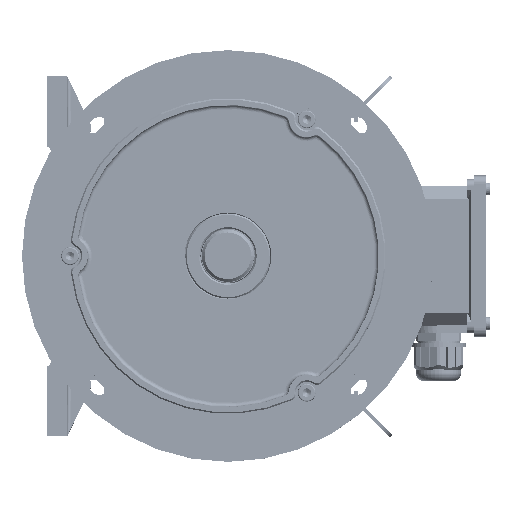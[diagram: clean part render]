
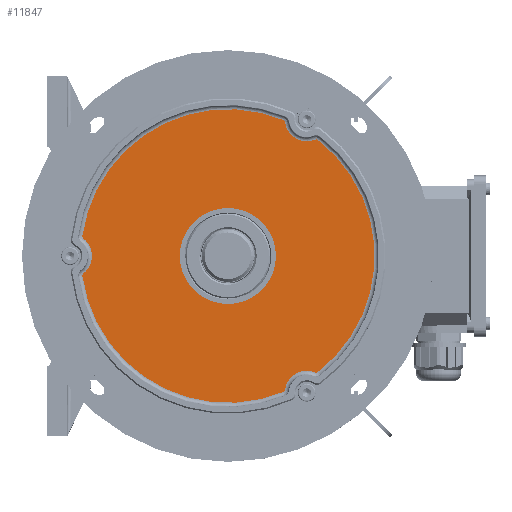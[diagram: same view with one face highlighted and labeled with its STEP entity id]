
A CAD part, top view. The second image highlights one B-rep face of the part: STEP entity #11847.
In plain terms, the highlighted planar face has unit normal (0, 0, 1).
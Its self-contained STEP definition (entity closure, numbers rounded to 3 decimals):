
#2300=FACE_BOUND('',#24742,.T.);
#2301=FACE_BOUND('',#24743,.T.);
#4673=PLANE('',#109781);
#11847=ADVANCED_FACE('',(#2300,#2301),#4673,.F.);
#24742=EDGE_LOOP('',(#65334));
#24743=EDGE_LOOP('',(#65335,#65336,#65337,#65338,#65339,#65340,#65341,#65342,
#65343,#65344,#65345,#65346));
#65334=ORIENTED_EDGE('',*,*,#94394,.F.);
#65335=ORIENTED_EDGE('',*,*,#94395,.T.);
#65336=ORIENTED_EDGE('',*,*,#94396,.T.);
#65337=ORIENTED_EDGE('',*,*,#94390,.T.);
#65338=ORIENTED_EDGE('',*,*,#94397,.T.);
#65339=ORIENTED_EDGE('',*,*,#94398,.T.);
#65340=ORIENTED_EDGE('',*,*,#94399,.T.);
#65341=ORIENTED_EDGE('',*,*,#94388,.T.);
#65342=ORIENTED_EDGE('',*,*,#94400,.T.);
#65343=ORIENTED_EDGE('',*,*,#94401,.T.);
#65344=ORIENTED_EDGE('',*,*,#94402,.T.);
#65345=ORIENTED_EDGE('',*,*,#94385,.T.);
#65346=ORIENTED_EDGE('',*,*,#94403,.T.);
#81034=VERTEX_POINT('',#169692);
#81035=VERTEX_POINT('',#169694);
#81036=VERTEX_POINT('',#169698);
#81037=VERTEX_POINT('',#169700);
#81038=VERTEX_POINT('',#169704);
#81039=VERTEX_POINT('',#169705);
#81042=VERTEX_POINT('',#169713);
#81043=VERTEX_POINT('',#169715);
#81044=VERTEX_POINT('',#169716);
#81045=VERTEX_POINT('',#169719);
#81046=VERTEX_POINT('',#169721);
#81047=VERTEX_POINT('',#169724);
#81048=VERTEX_POINT('',#169726);
#94385=EDGE_CURVE('',#81035,#81034,#101951,.T.);
#94388=EDGE_CURVE('',#81037,#81036,#101954,.T.);
#94390=EDGE_CURVE('',#81038,#81039,#101956,.T.);
#94394=EDGE_CURVE('',#81042,#81042,#101960,.T.);
#94395=EDGE_CURVE('',#81043,#81044,#101961,.T.);
#94396=EDGE_CURVE('',#81044,#81038,#101962,.T.);
#94397=EDGE_CURVE('',#81039,#81045,#101963,.T.);
#94398=EDGE_CURVE('',#81045,#81046,#101964,.T.);
#94399=EDGE_CURVE('',#81046,#81037,#101965,.T.);
#94400=EDGE_CURVE('',#81036,#81047,#101966,.T.);
#94401=EDGE_CURVE('',#81047,#81048,#101967,.T.);
#94402=EDGE_CURVE('',#81048,#81035,#101968,.T.);
#94403=EDGE_CURVE('',#81034,#81043,#101969,.T.);
#101951=CIRCLE('',#109759,107.);
#101954=CIRCLE('',#109763,107.);
#101956=CIRCLE('',#109766,107.);
#101960=CIRCLE('',#109771,35.);
#101961=CIRCLE('',#109772,16.);
#101962=CIRCLE('',#109773,2.);
#101963=CIRCLE('',#109774,2.);
#101964=CIRCLE('',#109775,16.);
#101965=CIRCLE('',#109776,2.);
#101966=CIRCLE('',#109777,2.);
#101967=CIRCLE('',#109778,16.);
#101968=CIRCLE('',#109779,2.);
#101969=CIRCLE('',#109780,2.);
#109759=AXIS2_PLACEMENT_3D('',#169693,#132771,#132772);
#109763=AXIS2_PLACEMENT_3D('',#169699,#132779,#132780);
#109766=AXIS2_PLACEMENT_3D('',#169703,#132785,#132786);
#109771=AXIS2_PLACEMENT_3D('',#169712,#132795,#132796);
#109772=AXIS2_PLACEMENT_3D('',#169714,#132797,#132798);
#109773=AXIS2_PLACEMENT_3D('',#169717,#132799,#132800);
#109774=AXIS2_PLACEMENT_3D('',#169718,#132801,#132802);
#109775=AXIS2_PLACEMENT_3D('',#169720,#132803,#132804);
#109776=AXIS2_PLACEMENT_3D('',#169722,#132805,#132806);
#109777=AXIS2_PLACEMENT_3D('',#169723,#132807,#132808);
#109778=AXIS2_PLACEMENT_3D('',#169725,#132809,#132810);
#109779=AXIS2_PLACEMENT_3D('',#169727,#132811,#132812);
#109780=AXIS2_PLACEMENT_3D('',#169728,#132813,#132814);
#109781=AXIS2_PLACEMENT_3D('',#169729,#132815,#132816);
#132771=DIRECTION('',(0.,0.,1.));
#132772=DIRECTION('',(0.,-1.,0.));
#132779=DIRECTION('',(0.,0.,1.));
#132780=DIRECTION('',(0.,-1.,0.));
#132785=DIRECTION('',(0.,0.,1.));
#132786=DIRECTION('',(0.,-1.,0.));
#132795=DIRECTION('',(0.,0.,1.));
#132796=DIRECTION('',(0.,-1.,0.));
#132797=DIRECTION('',(0.,0.,-1.));
#132798=DIRECTION('',(0.,1.,0.));
#132799=DIRECTION('',(0.,0.,1.));
#132800=DIRECTION('',(0.,1.,0.));
#132801=DIRECTION('',(0.,0.,1.));
#132802=DIRECTION('',(0.,1.,0.));
#132803=DIRECTION('',(0.,0.,-1.));
#132804=DIRECTION('',(0.,1.,0.));
#132805=DIRECTION('',(0.,0.,1.));
#132806=DIRECTION('',(0.,1.,0.));
#132807=DIRECTION('',(0.,0.,1.));
#132808=DIRECTION('',(0.,1.,0.));
#132809=DIRECTION('',(0.,0.,-1.));
#132810=DIRECTION('',(0.,1.,0.));
#132811=DIRECTION('',(0.,0.,1.));
#132812=DIRECTION('',(0.,1.,0.));
#132813=DIRECTION('',(0.,0.,1.));
#132814=DIRECTION('',(0.,1.,0.));
#132815=DIRECTION('',(0.,0.,-1.));
#132816=DIRECTION('',(0.,1.,0.));
#169692=CARTESIAN_POINT('',(-106.008,14.54,277.));
#169693=CARTESIAN_POINT('',(0.,0.,277.));
#169694=CARTESIAN_POINT('',(40.412,99.075,277.));
#169698=CARTESIAN_POINT('',(65.596,84.535,277.));
#169699=CARTESIAN_POINT('',(0.,0.,277.));
#169700=CARTESIAN_POINT('',(65.595,-84.535,277.));
#169703=CARTESIAN_POINT('',(0.,0.,277.));
#169704=CARTESIAN_POINT('',(-106.008,-14.54,277.));
#169705=CARTESIAN_POINT('',(40.412,-99.075,277.));
#169712=CARTESIAN_POINT('',(0.,0.,277.));
#169713=CARTESIAN_POINT('',(0.,-35.,277.));
#169714=CARTESIAN_POINT('',(-115.,0.,277.));
#169715=CARTESIAN_POINT('',(-105.245,12.683,277.));
#169716=CARTESIAN_POINT('',(-105.245,-12.683,277.));
#169717=CARTESIAN_POINT('',(-104.026,-14.268,277.));
#169718=CARTESIAN_POINT('',(39.657,-97.223,277.));
#169719=CARTESIAN_POINT('',(41.639,-97.486,277.));
#169720=CARTESIAN_POINT('',(57.5,-99.593,277.));
#169721=CARTESIAN_POINT('',(63.606,-84.804,277.));
#169722=CARTESIAN_POINT('',(64.369,-82.955,277.));
#169723=CARTESIAN_POINT('',(64.369,82.955,277.));
#169724=CARTESIAN_POINT('',(63.606,84.804,277.));
#169725=CARTESIAN_POINT('',(57.5,99.593,277.));
#169726=CARTESIAN_POINT('',(41.639,97.486,277.));
#169727=CARTESIAN_POINT('',(39.657,97.223,277.));
#169728=CARTESIAN_POINT('',(-104.026,14.268,277.));
#169729=CARTESIAN_POINT('',(107.,0.,277.));
